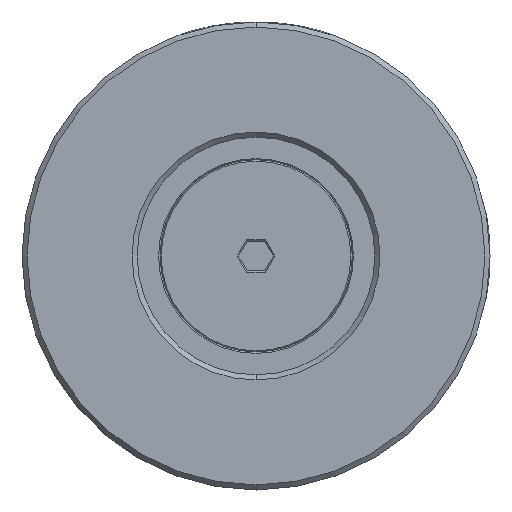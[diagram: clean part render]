
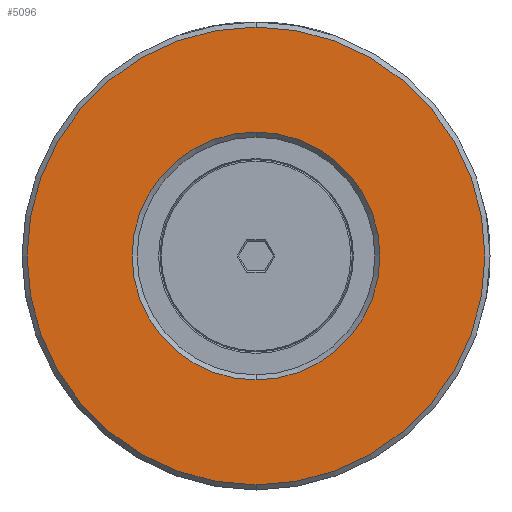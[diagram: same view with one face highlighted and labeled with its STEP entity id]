
A CAD part, front view. The second image highlights one B-rep face of the part: STEP entity #5096.
In plain terms, the highlighted planar face has unit normal (0, -1, 0).
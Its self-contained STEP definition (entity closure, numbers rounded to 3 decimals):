
#3 = CARTESIAN_POINT ( 'NONE',  ( 0., -6.096, 0. ) ) ;
#84 = VERTEX_POINT ( 'NONE', #756 ) ;
#110 = EDGE_LOOP ( 'NONE', ( #869, #2339 ) ) ;
#165 = CARTESIAN_POINT ( 'NONE',  ( 0., -6.096, 12.446 ) ) ;
#392 = DIRECTION ( 'NONE',  ( 0., 0., 1. ) ) ;
#448 = DIRECTION ( 'NONE',  ( 0., 1., 0. ) ) ;
#466 = CARTESIAN_POINT ( 'NONE',  ( 0., -6.096, 0. ) ) ;
#471 = DIRECTION ( 'NONE',  ( 0., 1., 0. ) ) ;
#490 = EDGE_CURVE ( 'NONE', #3578, #84, #2639, .T. ) ;
#689 = CIRCLE ( 'NONE', #3451, 22.987 ) ;
#756 = CARTESIAN_POINT ( 'NONE',  ( 0., -6.096, 22.987 ) ) ;
#869 = ORIENTED_EDGE ( 'NONE', *, *, #3102, .T. ) ;
#1195 = PLANE ( 'NONE',  #4944 ) ;
#1259 = CARTESIAN_POINT ( 'NONE',  ( 0., -6.096, -22.987 ) ) ;
#1438 = VERTEX_POINT ( 'NONE', #3805 ) ;
#1620 = AXIS2_PLACEMENT_3D ( 'NONE', #466, #3837, #3457 ) ;
#1728 = VERTEX_POINT ( 'NONE', #165 ) ;
#2158 = DIRECTION ( 'NONE',  ( 0., -1., 0. ) ) ;
#2339 = ORIENTED_EDGE ( 'NONE', *, *, #490, .T. ) ;
#2639 = CIRCLE ( 'NONE', #1620, 22.987 ) ;
#2971 = DIRECTION ( 'NONE',  ( 0., 1., 0. ) ) ;
#3031 = CARTESIAN_POINT ( 'NONE',  ( 0., -6.096, 0. ) ) ;
#3069 = CARTESIAN_POINT ( 'NONE',  ( 0., -6.096, 0. ) ) ;
#3102 = EDGE_CURVE ( 'NONE', #84, #3578, #689, .T. ) ;
#3104 = EDGE_CURVE ( 'NONE', #1728, #1438, #4930, .T. ) ;
#3127 = EDGE_CURVE ( 'NONE', #1438, #1728, #4798, .T. ) ;
#3266 = AXIS2_PLACEMENT_3D ( 'NONE', #3069, #471, #3495 ) ;
#3418 = AXIS2_PLACEMENT_3D ( 'NONE', #3031, #448, #3465 ) ;
#3451 = AXIS2_PLACEMENT_3D ( 'NONE', #4543, #2158, #4921 ) ;
#3456 = FACE_BOUND ( 'NONE', #5243, .T. ) ;
#3457 = DIRECTION ( 'NONE',  ( 0., 0., 1. ) ) ;
#3465 = DIRECTION ( 'NONE',  ( 0., 0., 1. ) ) ;
#3495 = DIRECTION ( 'NONE',  ( 0., 0., 1. ) ) ;
#3578 = VERTEX_POINT ( 'NONE', #1259 ) ;
#3805 = CARTESIAN_POINT ( 'NONE',  ( 0., -6.096, -12.446 ) ) ;
#3837 = DIRECTION ( 'NONE',  ( 0., -1., 0. ) ) ;
#4189 = ORIENTED_EDGE ( 'NONE', *, *, #3127, .T. ) ;
#4405 = FACE_OUTER_BOUND ( 'NONE', #110, .T. ) ;
#4543 = CARTESIAN_POINT ( 'NONE',  ( 0., -6.096, 0. ) ) ;
#4783 = ORIENTED_EDGE ( 'NONE', *, *, #3104, .T. ) ;
#4798 = CIRCLE ( 'NONE', #3266, 12.446 ) ;
#4921 = DIRECTION ( 'NONE',  ( 0., 0., 1. ) ) ;
#4930 = CIRCLE ( 'NONE', #3418, 12.446 ) ;
#4944 = AXIS2_PLACEMENT_3D ( 'NONE', #3, #2971, #392 ) ;
#5096 = ADVANCED_FACE ( 'NONE', ( #4405, #3456 ), #1195, .F. ) ;
#5243 = EDGE_LOOP ( 'NONE', ( #4189, #4783 ) ) ;
